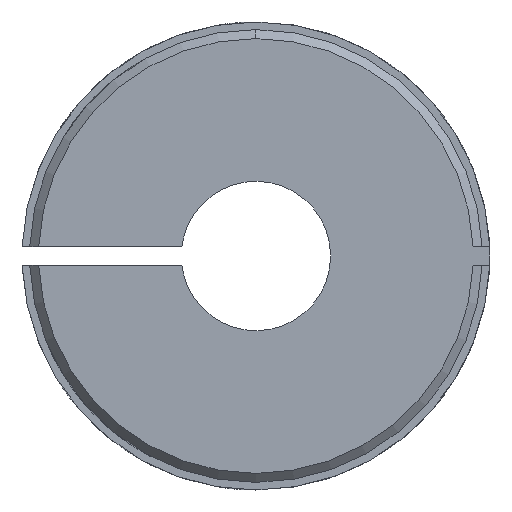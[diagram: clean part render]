
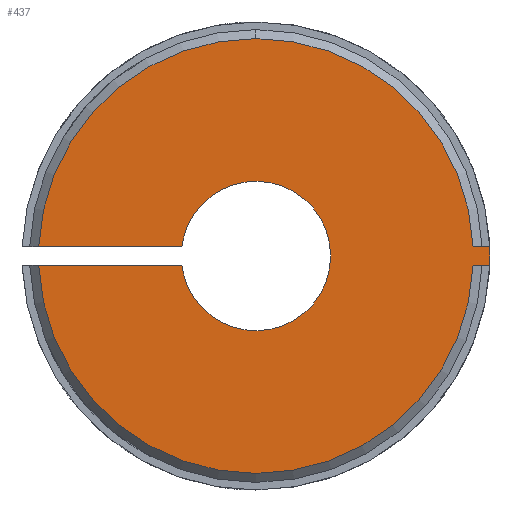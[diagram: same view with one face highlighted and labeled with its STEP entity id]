
A CAD part, front view. The second image highlights one B-rep face of the part: STEP entity #437.
In plain terms, the highlighted planar face has unit normal (0, -1, 0).
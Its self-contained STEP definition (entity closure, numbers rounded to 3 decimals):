
#79 = EDGE_CURVE ( 'NONE', #438, #3372, #1261, .T. ) ;
#105 = CARTESIAN_POINT ( 'NONE',  ( 19.872, 0., -0.8 ) ) ;
#172 = ORIENTED_EDGE ( 'NONE', *, *, #1100, .T. ) ;
#182 = CARTESIAN_POINT ( 'NONE',  ( -6.299, 0., 0.8 ) ) ;
#245 = CARTESIAN_POINT ( 'NONE',  ( 19.224, 0., 0.8 ) ) ;
#306 = ORIENTED_EDGE ( 'NONE', *, *, #2172, .F. ) ;
#333 = AXIS2_PLACEMENT_3D ( 'NONE', #2524, #721, #2832 ) ;
#337 = VERTEX_POINT ( 'NONE', #3245 ) ;
#371 = CARTESIAN_POINT ( 'NONE',  ( 0., 0., 0. ) ) ;
#403 = DIRECTION ( 'NONE',  ( 0., 1., 0. ) ) ;
#410 = DIRECTION ( 'NONE',  ( -1., 0., 0. ) ) ;
#416 = CARTESIAN_POINT ( 'NONE',  ( 19.872, 0., 0.8 ) ) ;
#437 = ADVANCED_FACE ( 'NONE', ( #3452 ), #1939, .F. ) ;
#438 = VERTEX_POINT ( 'NONE', #1749 ) ;
#502 = DIRECTION ( 'NONE',  ( 0., 0., 1. ) ) ;
#551 = CARTESIAN_POINT ( 'NONE',  ( 0., 0., 0. ) ) ;
#576 = DIRECTION ( 'NONE',  ( 0., -1., 0. ) ) ;
#674 = DIRECTION ( 'NONE',  ( 0., 1., 0. ) ) ;
#721 = DIRECTION ( 'NONE',  ( 0., 1., 0. ) ) ;
#737 = CIRCLE ( 'NONE', #333, 19.888 ) ;
#781 = CARTESIAN_POINT ( 'NONE',  ( -18.461, 0., 0.8 ) ) ;
#817 = DIRECTION ( 'NONE',  ( 0., 0., 1. ) ) ;
#838 = CARTESIAN_POINT ( 'NONE',  ( 18.461, 0., -0.8 ) ) ;
#845 = EDGE_CURVE ( 'NONE', #3524, #1270, #2211, .T. ) ;
#857 = CARTESIAN_POINT ( 'NONE',  ( -18.461, 0., -0.8 ) ) ;
#861 = ORIENTED_EDGE ( 'NONE', *, *, #79, .T. ) ;
#970 = DIRECTION ( 'NONE',  ( 0., 0., 1. ) ) ;
#989 = ORIENTED_EDGE ( 'NONE', *, *, #2699, .T. ) ;
#1024 = CIRCLE ( 'NONE', #2409, 18.478 ) ;
#1066 = VECTOR ( 'NONE', #1133, 1000. ) ;
#1100 = EDGE_CURVE ( 'NONE', #1597, #337, #1024, .T. ) ;
#1133 = DIRECTION ( 'NONE',  ( 1., 0., 0. ) ) ;
#1141 = DIRECTION ( 'NONE',  ( 0., 1., 0. ) ) ;
#1150 = ORIENTED_EDGE ( 'NONE', *, *, #3731, .T. ) ;
#1159 = AXIS2_PLACEMENT_3D ( 'NONE', #371, #403, #502 ) ;
#1166 = CIRCLE ( 'NONE', #2677, 6.35 ) ;
#1178 = ORIENTED_EDGE ( 'NONE', *, *, #3884, .F. ) ;
#1261 = CIRCLE ( 'NONE', #1159, 6.35 ) ;
#1270 = VERTEX_POINT ( 'NONE', #838 ) ;
#1277 = CARTESIAN_POINT ( 'NONE',  ( 0., 0., 6.35 ) ) ;
#1371 = VECTOR ( 'NONE', #3649, 1000. ) ;
#1521 = CARTESIAN_POINT ( 'NONE',  ( -19.872, 0., 0.8 ) ) ;
#1597 = VERTEX_POINT ( 'NONE', #2149 ) ;
#1710 = DIRECTION ( 'NONE',  ( -1., 0., 0. ) ) ;
#1711 = DIRECTION ( 'NONE',  ( 0., -1., 0. ) ) ;
#1741 = CARTESIAN_POINT ( 'NONE',  ( 0., 0., 0. ) ) ;
#1749 = CARTESIAN_POINT ( 'NONE',  ( 0., 0., -6.35 ) ) ;
#1776 = CIRCLE ( 'NONE', #1966, 18.478 ) ;
#1833 = VERTEX_POINT ( 'NONE', #182 ) ;
#1939 = PLANE ( 'NONE',  #2662 ) ;
#1957 = VECTOR ( 'NONE', #1710, 1000. ) ;
#1966 = AXIS2_PLACEMENT_3D ( 'NONE', #3543, #1711, #3837 ) ;
#2054 = EDGE_LOOP ( 'NONE', ( #3654, #3755, #1178, #2206, #306, #172, #989, #1150, #2661, #3284, #861 ) ) ;
#2071 = AXIS2_PLACEMENT_3D ( 'NONE', #2474, #674, #2778 ) ;
#2084 = EDGE_CURVE ( 'NONE', #3372, #3524, #2863, .T. ) ;
#2103 = EDGE_CURVE ( 'NONE', #1833, #3070, #1166, .T. ) ;
#2149 = CARTESIAN_POINT ( 'NONE',  ( 18.461, 0., 0.8 ) ) ;
#2172 = EDGE_CURVE ( 'NONE', #1597, #3693, #3495, .T. ) ;
#2206 = ORIENTED_EDGE ( 'NONE', *, *, #3338, .F. ) ;
#2211 = CIRCLE ( 'NONE', #2495, 18.478 ) ;
#2409 = AXIS2_PLACEMENT_3D ( 'NONE', #551, #576, #817 ) ;
#2474 = CARTESIAN_POINT ( 'NONE',  ( 0., 0., 0. ) ) ;
#2495 = AXIS2_PLACEMENT_3D ( 'NONE', #3705, #3087, #970 ) ;
#2502 = VERTEX_POINT ( 'NONE', #781 ) ;
#2524 = CARTESIAN_POINT ( 'NONE',  ( 0., 0., 0. ) ) ;
#2600 = VECTOR ( 'NONE', #410, 1000. ) ;
#2661 = ORIENTED_EDGE ( 'NONE', *, *, #2103, .T. ) ;
#2662 = AXIS2_PLACEMENT_3D ( 'NONE', #1741, #3900, #3850 ) ;
#2677 = AXIS2_PLACEMENT_3D ( 'NONE', #2948, #1141, #3258 ) ;
#2698 = LINE ( 'NONE', #105, #2600 ) ;
#2699 = EDGE_CURVE ( 'NONE', #337, #2502, #1776, .T. ) ;
#2778 = DIRECTION ( 'NONE',  ( 0., 0., 1. ) ) ;
#2784 = CIRCLE ( 'NONE', #2071, 6.35 ) ;
#2798 = CARTESIAN_POINT ( 'NONE',  ( 19.872, 0., -0.8 ) ) ;
#2832 = DIRECTION ( 'NONE',  ( 0., 0., 1. ) ) ;
#2863 = LINE ( 'NONE', #3542, #1957 ) ;
#2948 = CARTESIAN_POINT ( 'NONE',  ( 0., 0., 0. ) ) ;
#3070 = VERTEX_POINT ( 'NONE', #1277 ) ;
#3087 = DIRECTION ( 'NONE',  ( 0., -1., 0. ) ) ;
#3146 = CARTESIAN_POINT ( 'NONE',  ( -6.299, 0., -0.8 ) ) ;
#3245 = CARTESIAN_POINT ( 'NONE',  ( 0., 0., 18.478 ) ) ;
#3258 = DIRECTION ( 'NONE',  ( 0., 0., 1. ) ) ;
#3284 = ORIENTED_EDGE ( 'NONE', *, *, #3798, .T. ) ;
#3338 = EDGE_CURVE ( 'NONE', #3693, #3838, #737, .T. ) ;
#3372 = VERTEX_POINT ( 'NONE', #3146 ) ;
#3452 = FACE_OUTER_BOUND ( 'NONE', #2054, .T. ) ;
#3495 = LINE ( 'NONE', #245, #1066 ) ;
#3524 = VERTEX_POINT ( 'NONE', #857 ) ;
#3542 = CARTESIAN_POINT ( 'NONE',  ( -6.299, 0., -0.8 ) ) ;
#3543 = CARTESIAN_POINT ( 'NONE',  ( 0., 0., 0. ) ) ;
#3649 = DIRECTION ( 'NONE',  ( 1., 0., 0. ) ) ;
#3654 = ORIENTED_EDGE ( 'NONE', *, *, #2084, .T. ) ;
#3692 = LINE ( 'NONE', #1521, #1371 ) ;
#3693 = VERTEX_POINT ( 'NONE', #416 ) ;
#3705 = CARTESIAN_POINT ( 'NONE',  ( 0., 0., 0. ) ) ;
#3731 = EDGE_CURVE ( 'NONE', #2502, #1833, #3692, .T. ) ;
#3755 = ORIENTED_EDGE ( 'NONE', *, *, #845, .T. ) ;
#3798 = EDGE_CURVE ( 'NONE', #3070, #438, #2784, .T. ) ;
#3837 = DIRECTION ( 'NONE',  ( 0., 0., 1. ) ) ;
#3838 = VERTEX_POINT ( 'NONE', #2798 ) ;
#3850 = DIRECTION ( 'NONE',  ( 0., 0., 1. ) ) ;
#3884 = EDGE_CURVE ( 'NONE', #3838, #1270, #2698, .T. ) ;
#3900 = DIRECTION ( 'NONE',  ( 0., 1., 0. ) ) ;
